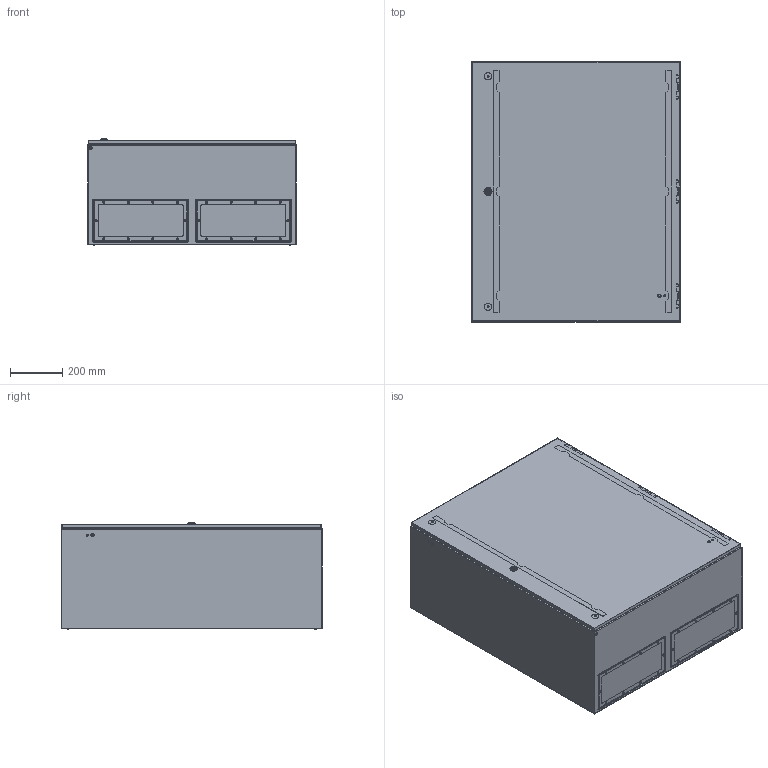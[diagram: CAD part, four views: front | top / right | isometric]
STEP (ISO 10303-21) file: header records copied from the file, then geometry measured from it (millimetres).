
FILE_DESCRIPTION (( 'STEP AP214' ), '1' );
FILE_NAME ('3331-8010-40-07.step', '2023-12-20T13:09:51', ( '' ), ( '' ), 'SwSTEP 2.0', 'SolidWorks 2019', '' );
FILE_SCHEMA (( 'AUTOMOTIVE_DESIGN' ));
Length unit declared in the file: millimetre
Products named in the file (5): Tuer_wg_3331-8010-00-97; 3331-8010-40-07; Montageplattenbeipack_wg_8010; Korpus_wg_8010-40; Kabeleinfuehrungsplatte_wg_3080-7035-12-27
Assembly tree (5 placements, depth 2):
  3331-8010-40-07
    Korpus_wg_8010-40
    Tuer_wg_3331-8010-00-97
    Kabeleinfuehrungsplatte_wg_3080-7035-12-27  x2
    Montageplattenbeipack_wg_8010
Bounding box: 800 x 1003.1 x 407 mm (x, y, z)
Volume: 5080680.8 mm3; surface area: 6603689.5 mm2
Topology: 48 solids, 48 shells, 2388 faces, 5973 edges, 3823 vertices
Faces by surface type: plane 1317, cylinder 753, cone 234, torus 46, sphere 22, bspline 16
Entity records: 78475 total; most frequent: CARTESIAN_POINT 19762, DIRECTION 10239, ORIENTED_EDGE 9954, EDGE_CURVE 4977, AXIS2_PLACEMENT_3D 3740, VERTEX_POINT 3203, VECTOR 2759, LINE 2759
